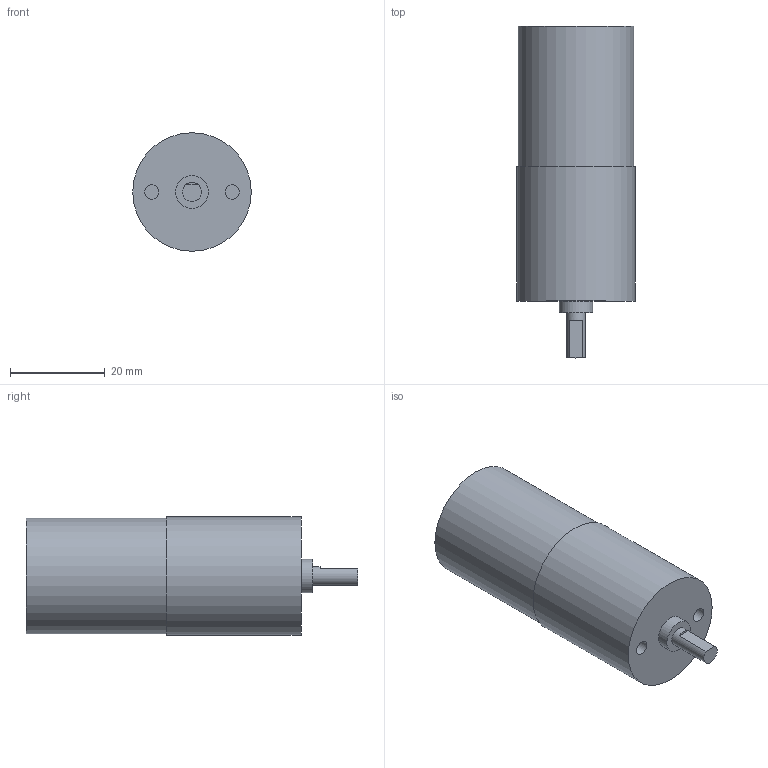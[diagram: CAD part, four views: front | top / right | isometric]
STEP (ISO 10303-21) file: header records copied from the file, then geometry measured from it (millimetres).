
FILE_DESCRIPTION(/* description */ (''),/* implementation_level */ '2;1');
FILE_NAME(/* name */ 'Brushed motor Big v1.step',/* time_stamp */ '2024-09-11T13:46:47+02:00',/* author */ (''),/* organization */ (''),/* preprocessor_version */ 'ST-DEVELOPER v20',/* originating_system */ 'Autodesk Translation Framework v13.14.0.145',/* authorisation */ '');
FILE_SCHEMA (('AUTOMOTIVE_DESIGN { 1 0 10303 214 3 1 1 }'));
Length unit declared in the file: millimetre
Products named in the file (1): Brushed motor Big
Bounding box: 25 x 70 x 25 mm (x, y, z)
Volume: 27862.7 mm3; surface area: 5823.3 mm2
Topology: 1 solids, 1 shells, 15 faces, 24 edges, 16 vertices
Faces by surface type: plane 9, cylinder 6
Full cylindrical faces by diameter (mm): 3 x2, 4 x1, 7 x1, 24.4 x1, 25 x1
Entity records: 385 total; most frequent: DIRECTION 70, CARTESIAN_POINT 56, ORIENTED_EDGE 48, AXIS2_PLACEMENT_3D 30, EDGE_CURVE 24, EDGE_LOOP 20, VERTEX_POINT 16, FACE_OUTER_BOUND 15
